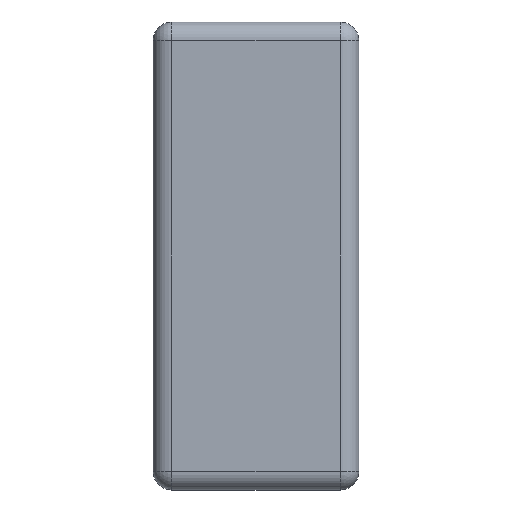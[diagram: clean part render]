
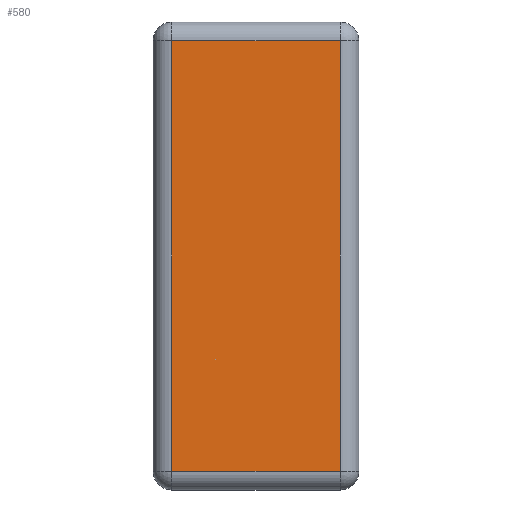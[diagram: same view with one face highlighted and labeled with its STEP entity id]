
A CAD part, left-side view. The second image highlights one B-rep face of the part: STEP entity #580.
In plain terms, the highlighted planar face has unit normal (-1, 0, 0).
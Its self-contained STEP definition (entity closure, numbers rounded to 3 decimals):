
#30 = DIRECTION ( 'NONE',  ( 0., 1., 0. ) ) ;
#86 = CARTESIAN_POINT ( 'NONE',  ( -1., 0.5, -0.625 ) ) ;
#124 = EDGE_LOOP ( 'NONE', ( #872, #641, #481, #733 ) ) ;
#129 = VERTEX_POINT ( 'NONE', #850 ) ;
#139 = AXIS2_PLACEMENT_3D ( 'NONE', #1093, #494, #1190 ) ;
#150 = LINE ( 'NONE', #86, #1188 ) ;
#203 = CARTESIAN_POINT ( 'NONE',  ( -1., 0.5, 0.575 ) ) ;
#246 = FACE_OUTER_BOUND ( 'NONE', #124, .T. ) ;
#271 = EDGE_CURVE ( 'NONE', #446, #129, #936, .T. ) ;
#290 = DIRECTION ( 'NONE',  ( 0., -1., 0. ) ) ;
#367 = EDGE_CURVE ( 'NONE', #129, #1107, #1212, .T. ) ;
#422 = CARTESIAN_POINT ( 'NONE',  ( -1., 0.05, -0.575 ) ) ;
#435 = VECTOR ( 'NONE', #30, 1000. ) ;
#446 = VERTEX_POINT ( 'NONE', #422 ) ;
#481 = ORIENTED_EDGE ( 'NONE', *, *, #271, .T. ) ;
#494 = DIRECTION ( 'NONE',  ( 1., 0., 0. ) ) ;
#502 = PLANE ( 'NONE',  #139 ) ;
#546 = EDGE_CURVE ( 'NONE', #1107, #926, #150, .T. ) ;
#580 = ADVANCED_FACE ( 'NONE', ( #246 ), #502, .F. ) ;
#629 = DIRECTION ( 'NONE',  ( 0., 0., 1. ) ) ;
#641 = ORIENTED_EDGE ( 'NONE', *, *, #1143, .T. ) ;
#696 = DIRECTION ( 'NONE',  ( 0., 0., -1. ) ) ;
#710 = CARTESIAN_POINT ( 'NONE',  ( -1., 0.55, -0.575 ) ) ;
#733 = ORIENTED_EDGE ( 'NONE', *, *, #367, .T. ) ;
#809 = CARTESIAN_POINT ( 'NONE',  ( -1., 0.55, 0.575 ) ) ;
#844 = VECTOR ( 'NONE', #290, 1000. ) ;
#850 = CARTESIAN_POINT ( 'NONE',  ( -1., 0.05, 0.575 ) ) ;
#861 = VECTOR ( 'NONE', #629, 1000. ) ;
#872 = ORIENTED_EDGE ( 'NONE', *, *, #546, .T. ) ;
#926 = VERTEX_POINT ( 'NONE', #1243 ) ;
#936 = LINE ( 'NONE', #1013, #861 ) ;
#1013 = CARTESIAN_POINT ( 'NONE',  ( -1., 0.05, -0.625 ) ) ;
#1093 = CARTESIAN_POINT ( 'NONE',  ( -1., 0.55, -0.625 ) ) ;
#1107 = VERTEX_POINT ( 'NONE', #203 ) ;
#1143 = EDGE_CURVE ( 'NONE', #926, #446, #1276, .T. ) ;
#1188 = VECTOR ( 'NONE', #696, 1000. ) ;
#1190 = DIRECTION ( 'NONE',  ( 0., 0., -1. ) ) ;
#1212 = LINE ( 'NONE', #809, #435 ) ;
#1243 = CARTESIAN_POINT ( 'NONE',  ( -1., 0.5, -0.575 ) ) ;
#1276 = LINE ( 'NONE', #710, #844 ) ;
